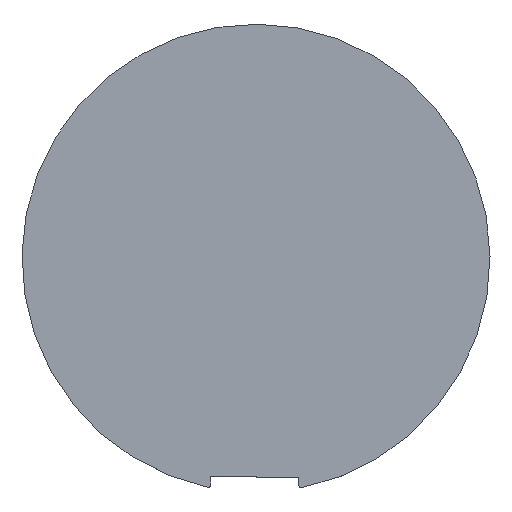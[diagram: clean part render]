
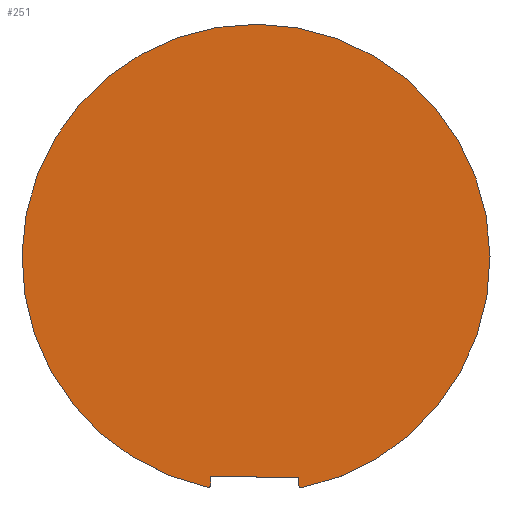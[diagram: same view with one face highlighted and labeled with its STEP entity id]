
A CAD part, top view. The second image highlights one B-rep face of the part: STEP entity #251.
In plain terms, the highlighted planar face has unit normal (0, 0, 1).
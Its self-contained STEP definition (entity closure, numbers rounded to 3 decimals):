
#52 = VERTEX_POINT('',#53);
#53 = CARTESIAN_POINT('',(84.169,0.256,1.619));
#59 = EDGE_CURVE('',#52,#60,#62,.T.);
#60 = VERTEX_POINT('',#61);
#61 = CARTESIAN_POINT('',(126.569,0.026,1.619
    ));
#62 = CIRCLE('',#63,105.928);
#63 = AXIS2_PLACEMENT_3D('',#64,#65,#66);
#64 = CARTESIAN_POINT('',(105.932,103.924,1.619));
#65 = DIRECTION('',(0.,0.,-1.));
#66 = DIRECTION('',(-0.205,-0.979,0.));
#92 = EDGE_CURVE('',#60,#93,#95,.T.);
#93 = VERTEX_POINT('',#94);
#94 = CARTESIAN_POINT('',(125.375,1.012,1.619));
#95 = CIRCLE('',#96,0.999);
#96 = AXIS2_PLACEMENT_3D('',#97,#98,#99);
#97 = CARTESIAN_POINT('',(126.373,1.005,1.619));
#98 = DIRECTION('',(0.,0.,-1.));
#99 = DIRECTION('',(0.196,-0.981,0.));
#125 = EDGE_CURVE('',#93,#126,#128,.T.);
#126 = VERTEX_POINT('',#127);
#127 = CARTESIAN_POINT('',(125.395,4.794,1.619));
#128 = LINE('',#129,#130);
#129 = CARTESIAN_POINT('',(125.375,1.012,1.619));
#130 = VECTOR('',#131,1.);
#131 = DIRECTION('',(0.005,1.,0.));
#156 = EDGE_CURVE('',#126,#157,#159,.T.);
#157 = VERTEX_POINT('',#158);
#158 = CARTESIAN_POINT('',(85.395,5.012,1.619));
#159 = LINE('',#160,#161);
#160 = CARTESIAN_POINT('',(125.395,4.794,1.619));
#161 = VECTOR('',#162,1.);
#162 = DIRECTION('',(-1.,0.005,0.));
#187 = EDGE_CURVE('',#157,#188,#190,.T.);
#188 = VERTEX_POINT('',#189);
#189 = CARTESIAN_POINT('',(85.375,1.23,1.619));
#190 = LINE('',#191,#192);
#191 = CARTESIAN_POINT('',(85.395,5.012,1.619));
#192 = VECTOR('',#193,1.);
#193 = DIRECTION('',(-0.005,-1.,0.));
#218 = EDGE_CURVE('',#188,#52,#219,.T.);
#219 = CIRCLE('',#220,1.001);
#220 = AXIS2_PLACEMENT_3D('',#221,#222,#223);
#221 = CARTESIAN_POINT('',(84.374,1.236,1.619));
#222 = DIRECTION('',(0.,0.,-1.));
#223 = DIRECTION('',(1.,-0.006,0.));
#251 = ADVANCED_FACE('',(#252),#260,.T.);
#252 = FACE_BOUND('',#253,.F.);
#253 = EDGE_LOOP('',(#254,#255,#256,#257,#258,#259));
#254 = ORIENTED_EDGE('',*,*,#59,.T.);
#255 = ORIENTED_EDGE('',*,*,#92,.T.);
#256 = ORIENTED_EDGE('',*,*,#125,.T.);
#257 = ORIENTED_EDGE('',*,*,#156,.T.);
#258 = ORIENTED_EDGE('',*,*,#187,.T.);
#259 = ORIENTED_EDGE('',*,*,#218,.T.);
#260 = PLANE('',#261);
#261 = AXIS2_PLACEMENT_3D('',#262,#263,#264);
#262 = CARTESIAN_POINT('',(84.169,0.256,1.619));
#263 = DIRECTION('',(0.,0.,1.));
#264 = DIRECTION('',(1.,0.,0.));
